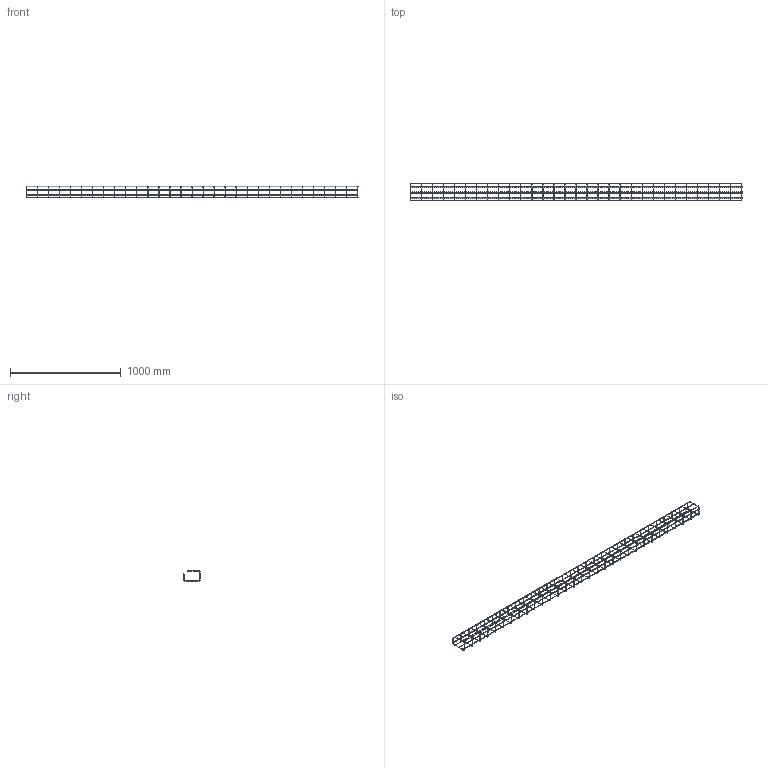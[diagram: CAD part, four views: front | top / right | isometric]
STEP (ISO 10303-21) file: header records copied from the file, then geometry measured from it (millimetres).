
FILE_DESCRIPTION (( 'STEP AP214' ), '1' );
FILE_NAME ('6005367.STEP', '2020-04-06T07:02:41', ( '' ), ( '' ), 'SwSTEP 2.0', 'SolidWorks 2018', '' );
FILE_SCHEMA (( 'AUTOMOTIVE_DESIGN' ));
Length unit declared in the file: millimetre
Products named in the file (1): 6005367
Bounding box: 3004.7 x 154 x 100 mm (x, y, z)
Volume: 481897.4 mm3; surface area: 505357.5 mm2
Topology: 3 solids, 3 shells, 536 faces, 2106 edges, 1280 vertices
Faces by surface type: cylinder 268, torus 186, plane 82
Entity records: 33144 total; most frequent: CARTESIAN_POINT 16519, ORIENTED_EDGE 4212, DIRECTION 2862, EDGE_CURVE 2106, VERTEX_POINT 1280, AXIS2_PLACEMENT_3D 1111, B_SPLINE_CURVE_WITH_KNOTS 744, EDGE_LOOP 660
